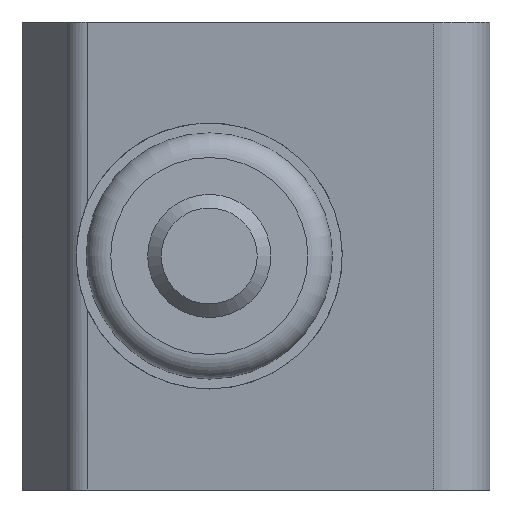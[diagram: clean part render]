
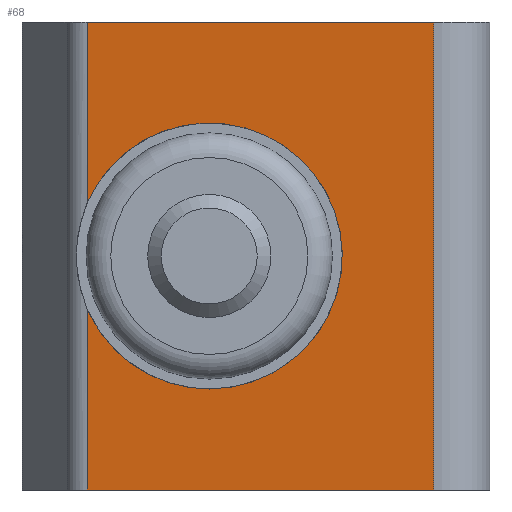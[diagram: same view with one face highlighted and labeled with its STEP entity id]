
A CAD part, front view. The second image highlights one B-rep face of the part: STEP entity #68.
In plain terms, the highlighted planar face has unit normal (-0.141, -0.99, 0).
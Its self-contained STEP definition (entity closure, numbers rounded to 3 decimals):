
#68 = ADVANCED_FACE( '', ( #167 ), #168, .F. );
#167 = FACE_OUTER_BOUND( '', #311, .T. );
#168 = PLANE( '', #312 );
#311 = EDGE_LOOP( '', ( #459, #460, #461, #462, #463, #464 ) );
#312 = AXIS2_PLACEMENT_3D( '', #465, #466, #467 );
#459 = ORIENTED_EDGE( '', *, *, #771, .F. );
#460 = ORIENTED_EDGE( '', *, *, #772, .T. );
#461 = ORIENTED_EDGE( '', *, *, #773, .T. );
#462 = ORIENTED_EDGE( '', *, *, #774, .F. );
#463 = ORIENTED_EDGE( '', *, *, #775, .F. );
#464 = ORIENTED_EDGE( '', *, *, #776, .T. );
#465 = CARTESIAN_POINT( '', ( -2.475, 0.913, 4.75 ) );
#466 = DIRECTION( '', ( 0.141, 0.99, 0. ) );
#467 = DIRECTION( '', ( -0.99, 0.141, 0. ) );
#771 = EDGE_CURVE( '', #898, #899, #900, .F. );
#772 = EDGE_CURVE( '', #898, #901, #902, .T. );
#773 = EDGE_CURVE( '', #901, #903, #904, .T. );
#774 = EDGE_CURVE( '', #905, #903, #906, .T. );
#775 = EDGE_CURVE( '', #907, #905, #908, .T. );
#776 = EDGE_CURVE( '', #907, #899, #909, .T. );
#898 = VERTEX_POINT( '', #1082 );
#899 = VERTEX_POINT( '', #1083 );
#900 = ELLIPSE( '', #1084, 2.727, 2.7 );
#901 = VERTEX_POINT( '', #1085 );
#902 = LINE( '', #1086, #1087 );
#903 = VERTEX_POINT( '', #1088 );
#904 = LINE( '', #1089, #1090 );
#905 = VERTEX_POINT( '', #1091 );
#906 = LINE( '', #1092, #1093 );
#907 = VERTEX_POINT( '', #1094 );
#908 = LINE( '', #1095, #1096 );
#909 = LINE( '', #1097, #1098 );
#1082 = CARTESIAN_POINT( '', ( -2.475, 0.913, -1.078 ) );
#1083 = CARTESIAN_POINT( '', ( -2.475, 0.913, 1.078 ) );
#1084 = AXIS2_PLACEMENT_3D( '', #1300, #1301, #1302 );
#1085 = CARTESIAN_POINT( '', ( -2.475, 0.913, -4.75 ) );
#1086 = CARTESIAN_POINT( '', ( -2.475, 0.913, 4.75 ) );
#1087 = VECTOR( '', #1303, 1000. );
#1088 = CARTESIAN_POINT( '', ( 4.559, -0.09, -4.75 ) );
#1089 = CARTESIAN_POINT( '', ( -2.475, 0.913, -4.75 ) );
#1090 = VECTOR( '', #1304, 1000. );
#1091 = CARTESIAN_POINT( '', ( 4.559, -0.09, 4.75 ) );
#1092 = CARTESIAN_POINT( '', ( 4.559, -0.09, 4.75 ) );
#1093 = VECTOR( '', #1305, 1000. );
#1094 = CARTESIAN_POINT( '', ( -2.475, 0.913, 4.75 ) );
#1095 = CARTESIAN_POINT( '', ( -2.475, 0.913, 4.75 ) );
#1096 = VECTOR( '', #1306, 1000. );
#1097 = CARTESIAN_POINT( '', ( -2.475, 0.913, 4.75 ) );
#1098 = VECTOR( '', #1307, 1000. );
#1300 = CARTESIAN_POINT( '', ( 0., 0.56, 0. ) );
#1301 = DIRECTION( '', ( 0.141, 0.99, 0. ) );
#1302 = DIRECTION( '', ( 0.99, -0.141, 0. ) );
#1303 = DIRECTION( '', ( 0., 0., -1. ) );
#1304 = DIRECTION( '', ( 0.99, -0.141, 0. ) );
#1305 = DIRECTION( '', ( 0., 0., -1. ) );
#1306 = DIRECTION( '', ( 0.99, -0.141, 0. ) );
#1307 = DIRECTION( '', ( 0., 0., -1. ) );
